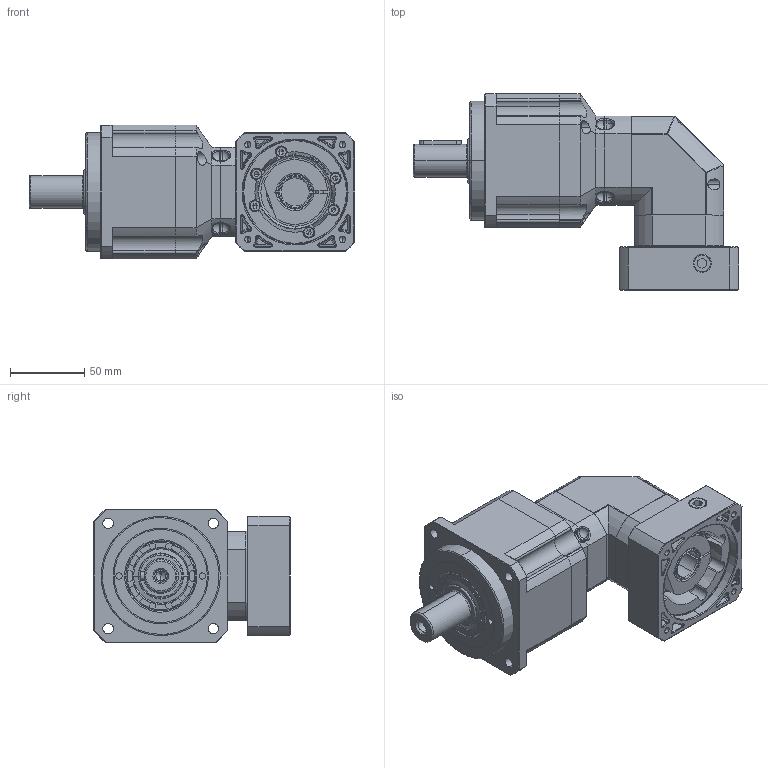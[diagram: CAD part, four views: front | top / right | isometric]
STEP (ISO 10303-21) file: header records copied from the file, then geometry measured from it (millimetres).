
FILE_DESCRIPTION (( 'STEP AP203' ), '1' );
FILE_NAME ('FABR090M1-L2-19-70-90-M5-42.5.STEP', '2021-05-04T07:21:39', ( '微软用户' ), ( '微软中国' ), 'SwSTEP 2.0', 'SolidWorks 2016', '' );
FILE_SCHEMA (( 'CONFIG_CONTROL_DESIGN' ));
Length unit declared in the file: millimetre
Products named in the file (16): 珨撰眻褒眊极FABR060D-21.04; FABR090M1-L2-19-70-90-M5-42.5; 7-怀堤傷褲极FABR060D; 一级内齿圈壳体FAB060D; 怀堤俴陎殤FAB090-5D_1_1; M4-10樓粟菜; 隅弇覃淕杶FAB090D_1_1; 4-输入端壳体FABR060M1; 蚐猾30476_1_1; 12-镂空输入法兰FAB060M1-70-90-M5; A倰す瑩 6-28_8_1; 输入轴FABR060M1-19; 输出内齿圈壳体FAB090D_1; 坶踡遠23-43.5-12(1); M5-12樓粟菜; 楊擘耜謂蹟佪M12
Assembly tree (23 placements, depth 2):
  FABR090M1-L2-19-70-90-M5-42.5
    怀堤俴陎殤FAB090-5D_1_1
    隅弇覃淕杶FAB090D_1_1
    蚐猾30476_1_1
    A倰す瑩 6-28_8_1
    输出内齿圈壳体FAB090D_1
    M5-12樓粟菜  x4
    珨撰眻褒眊极FABR060D-21.04
    7-怀堤傷褲极FABR060D
    一级内齿圈壳体FAB060D
    M4-10樓粟菜  x6
    4-输入端壳体FABR060M1
    12-镂空输入法兰FAB060M1-70-90-M5
    输入轴FABR060M1-19
    坶踡遠23-43.5-12(1)
    楊擘耜謂蹟佪M12
Bounding box: 218.5 x 132 x 90 mm (x, y, z)
Volume: 806660.5 mm3; surface area: 179406.9 mm2
Topology: 13 solids, 43 shells, 1368 faces, 3335 edges, 2063 vertices
Faces by surface type: cylinder 561, plane 417, cone 195, torus 134, bspline 50, sphere 11
Entity records: 45674 total; most frequent: CARTESIAN_POINT 17223, DIRECTION 5832, ORIENTED_EDGE 5370, EDGE_CURVE 2708, AXIS2_PLACEMENT_3D 2388, VERTEX_POINT 1703, EDGE_LOOP 1277, CIRCLE 1277
